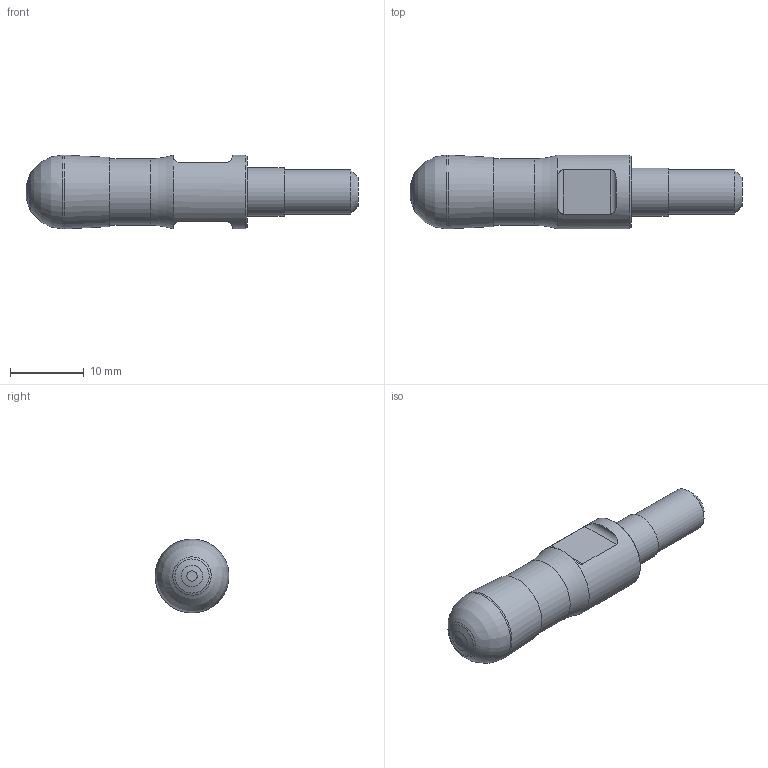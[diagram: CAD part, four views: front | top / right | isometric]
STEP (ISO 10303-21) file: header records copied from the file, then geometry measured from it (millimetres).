
FILE_DESCRIPTION(/* description */ (''),/* implementation_level */ '2;1');
FILE_NAME(/* name */ '10K2R30M06-SRC10-A.stp',/* time_stamp */ '2020-02-07T07:30:10+01:00',/* author */ (''),/* organization */ (''),/* preprocessor_version */ 'ST-DEVELOPER v16.7',/* originating_system */ 'SIEMENS PLM Software NX 12.0',/* authorisation */ '');
FILE_SCHEMA (('AUTOMOTIVE_DESIGN { 1 0 10303 214 3 1 1 1 }'));
Length unit declared in the file: millimetre
Products named in the file (1): pp07321CEE9Ebeki
Bounding box: 44.95 x 9.99 x 10 mm (x, y, z)
Volume: 3049.3 mm3; surface area: 1644.1 mm2
Topology: 2 solids, 2 shells, 29 faces, 67 edges, 43 vertices
Faces by surface type: plane 11, cylinder 8, revolution 6, cone 2, sphere 1, torus 1
Full cylindrical faces by diameter (mm): 6 x1, 6.5 x1, 9 x1, 10 x1
Entity records: 856 total; most frequent: CARTESIAN_POINT 287, DIRECTION 108, ORIENTED_EDGE 84, EDGE_LOOP 44, AXIS2_PLACEMENT_3D 44, EDGE_CURVE 42, VERTEX_POINT 32, FACE_BOUND 30
